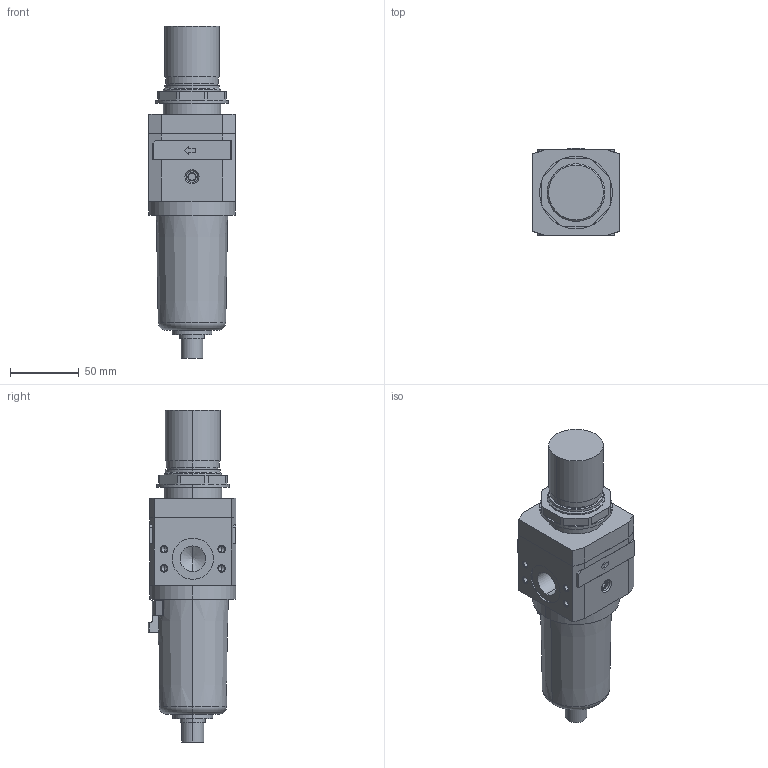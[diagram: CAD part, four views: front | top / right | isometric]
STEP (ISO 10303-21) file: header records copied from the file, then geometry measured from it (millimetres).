
FILE_DESCRIPTION((''),'2;1');
FILE_NAME('17304B_.stp','2003-06-16T14:58:59',('maffial1'),(''),'Autodesk Inventor 7','Autodesk Inventor 7','');
FILE_SCHEMA(('AUTOMOTIVE_DESIGN { 1 0 10303 214 1 1 1 1 }'));
Length unit declared in the file: millimetre
Products named in the file (4): 17304B_; 17304B_(1); RS_1702_12; RK_1701_020
Assembly tree (3 placements, depth 2):
  17304B_
    17304B_(1)
    RS_1702_12
    RK_1701_020
Bounding box: 63 x 64.18 x 242.2 mm (x, y, z)
Volume: 528643.7 mm3; surface area: 64349.2 mm2
Topology: 3 solids, 5 shells, 250 faces, 597 edges, 365 vertices
Faces by surface type: bspline 96, plane 95, cylinder 38, cone 15, torus 6
Entity records: 8066 total; most frequent: CARTESIAN_POINT 2515, ORIENTED_EDGE 1146, DIRECTION 1086, EDGE_CURVE 573, VERTEX_POINT 365, AXIS2_PLACEMENT_3D 364, VECTOR 358, LINE 358
